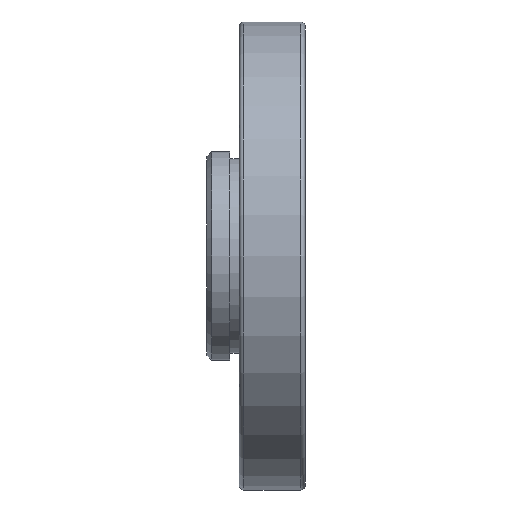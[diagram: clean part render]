
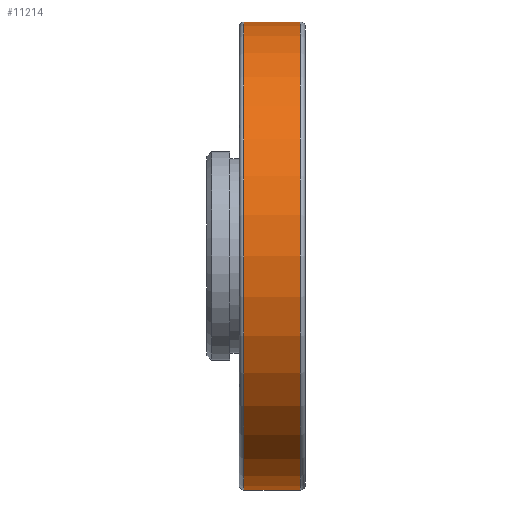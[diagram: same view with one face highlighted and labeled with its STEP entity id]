
A CAD part, front view. The second image highlights one B-rep face of the part: STEP entity #11214.
In plain terms, the highlighted cylindrical face has radius 15.25 mm (diameter 30.5 mm), a partial arc.
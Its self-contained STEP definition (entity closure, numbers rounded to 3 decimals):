
#396 = EDGE_CURVE ( 'NONE', #4665, #9126, #3695, .T. ) ;
#1148 = VECTOR ( 'NONE', #1933, 1000. ) ;
#1347 = EDGE_CURVE ( 'NONE', #7848, #9126, #3375, .T. ) ;
#1590 = CIRCLE ( 'NONE', #7052, 15.25 ) ;
#1827 = AXIS2_PLACEMENT_3D ( 'NONE', #10920, #10003, #9090 ) ;
#1933 = DIRECTION ( 'NONE',  ( 1., 0., 0. ) ) ;
#2656 = FACE_OUTER_BOUND ( 'NONE', #5874, .T. ) ;
#2717 = DIRECTION ( 'NONE',  ( 1., 0., 0. ) ) ;
#3343 = AXIS2_PLACEMENT_3D ( 'NONE', #5523, #2717, #9343 ) ;
#3375 = CIRCLE ( 'NONE', #1827, 15.25 ) ;
#3495 = ORIENTED_EDGE ( 'NONE', *, *, #10932, .T. ) ;
#3695 = LINE ( 'NONE', #4603, #9667 ) ;
#4084 = DIRECTION ( 'NONE',  ( 0., 0., 1. ) ) ;
#4603 = CARTESIAN_POINT ( 'NONE',  ( 0., 0., 15.25 ) ) ;
#4659 = DIRECTION ( 'NONE',  ( 1., 0., 0. ) ) ;
#4665 = VERTEX_POINT ( 'NONE', #7941 ) ;
#5190 = EDGE_CURVE ( 'NONE', #8630, #7848, #7553, .T. ) ;
#5523 = CARTESIAN_POINT ( 'NONE',  ( 0., 0., 0. ) ) ;
#5874 = EDGE_LOOP ( 'NONE', ( #11754, #3495, #9441, #11090 ) ) ;
#6379 = CYLINDRICAL_SURFACE ( 'NONE', #3343, 15.25 ) ;
#6683 = CARTESIAN_POINT ( 'NONE',  ( -0.3, 0., 15.25 ) ) ;
#6887 = CARTESIAN_POINT ( 'NONE',  ( -4., 0., 0. ) ) ;
#7052 = AXIS2_PLACEMENT_3D ( 'NONE', #6887, #10453, #4084 ) ;
#7553 = LINE ( 'NONE', #10262, #1148 ) ;
#7848 = VERTEX_POINT ( 'NONE', #12031 ) ;
#7941 = CARTESIAN_POINT ( 'NONE',  ( -4., 0., 15.25 ) ) ;
#8630 = VERTEX_POINT ( 'NONE', #8852 ) ;
#8852 = CARTESIAN_POINT ( 'NONE',  ( -4., 0., -15.25 ) ) ;
#9090 = DIRECTION ( 'NONE',  ( 0., 0., -1. ) ) ;
#9126 = VERTEX_POINT ( 'NONE', #6683 ) ;
#9343 = DIRECTION ( 'NONE',  ( 0., 0., -1. ) ) ;
#9441 = ORIENTED_EDGE ( 'NONE', *, *, #5190, .T. ) ;
#9667 = VECTOR ( 'NONE', #4659, 1000. ) ;
#10003 = DIRECTION ( 'NONE',  ( -1., 0., 0. ) ) ;
#10262 = CARTESIAN_POINT ( 'NONE',  ( 0., 0., -15.25 ) ) ;
#10453 = DIRECTION ( 'NONE',  ( 1., 0., 0. ) ) ;
#10920 = CARTESIAN_POINT ( 'NONE',  ( -0.3, 0., 0. ) ) ;
#10932 = EDGE_CURVE ( 'NONE', #4665, #8630, #1590, .T. ) ;
#11090 = ORIENTED_EDGE ( 'NONE', *, *, #1347, .T. ) ;
#11214 = ADVANCED_FACE ( 'NONE', ( #2656 ), #6379, .T. ) ;
#11754 = ORIENTED_EDGE ( 'NONE', *, *, #396, .F. ) ;
#12031 = CARTESIAN_POINT ( 'NONE',  ( -0.3, 0., -15.25 ) ) ;
